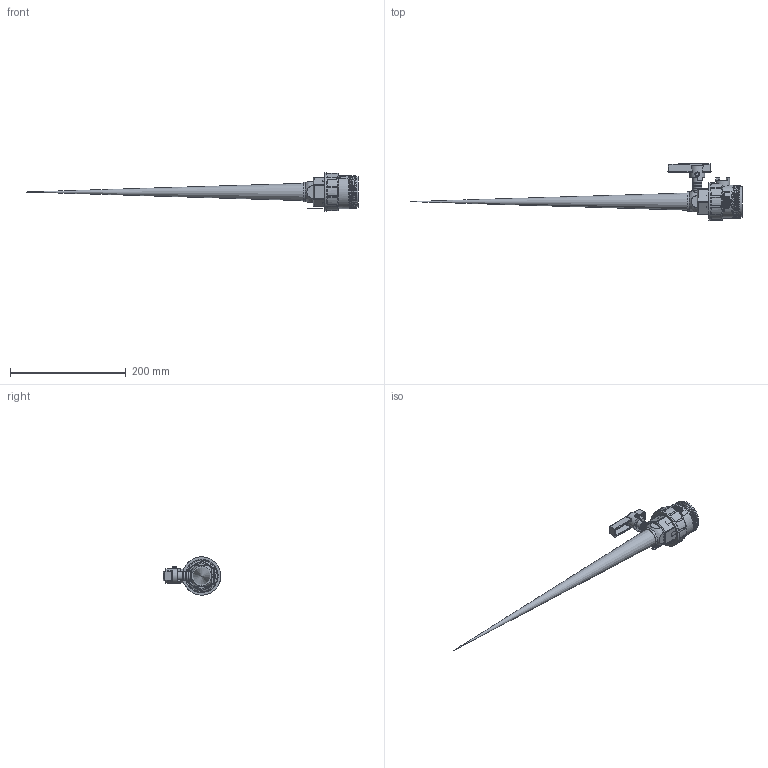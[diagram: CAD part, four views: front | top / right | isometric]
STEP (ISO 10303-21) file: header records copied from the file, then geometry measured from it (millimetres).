
FILE_DESCRIPTION(/* description */ ('1" Union Valve, FKM'),/* implementation_level */ '2;1');
FILE_NAME(/* name */ 'UV100FPV.stp',/* time_stamp */ '2020-05-15T10:49:44-04:00',/* author */ ('CAB'),/* organization */ (''),/* preprocessor_version */ 'ST-DEVELOPER v17.2',/* originating_system */ 'Autodesk Inventor 2019',/* authorisation */ '');
FILE_SCHEMA (('AUTOMOTIVE_DESIGN { 1 0 10303 214 3 1 1 }'));
Products named in the file (16): UV100FPV; 12774V; UV10255; UV10255M; UVX10255; UV10151; UV10150; UV10153; UV10256; UV10258; UV10264V; UV15220; UV10254; UV10254_1; UVL1000; VL1005
Assembly tree (17 placements, depth 4):
  UV100FPV
    12774V  x2
    UV10255
      UV10255M
        UVX10255
    UV10151
    UV10150
    UV10153
    UV10256
    UV10258  x2
    UV10264V
    UV15220
    UV10254
      UV10254_1
      UVL1000
    VL1005
Bounding box: 572.89 x 98.95 x 65.73 mm (x, y, z)
Volume: 166474.3 mm3; surface area: 136274 mm2
Topology: 14 solids, 14 shells, 2488 faces, 6667 edges, 4425 vertices
Faces by surface type: plane 1206, bspline 787, cylinder 379, cone 64, torus 30, sphere 22
Full cylindrical faces by diameter (mm): 2.13 x10, 3.505 x8, 8.331 x1, 11.43 x2, 15.748 x3, 15.875 x1, 19.05 x1, 23.812 x1, 24.13 x1, 24.892 x1, 25.019 x2, 25.146 x1, 25.4 x1, 33.782 x2, 34.29 x1, 34.417 x1, 43.434 x1, 43.942 x1, 44.45 x1, 44.958 x1, 49.276 x1, 50.292 x1, 53.264 x4, 53.713 x4, 57.15 x9, 64.262 x1, 65.888 x1
Entity records: 128462 total; most frequent: CARTESIAN_POINT 68815, ORIENTED_EDGE 13294, DIRECTION 9788, EDGE_CURVE 6647, VERTEX_POINT 4415, AXIS2_PLACEMENT_3D 3335, LINE 3118, VECTOR 3118
